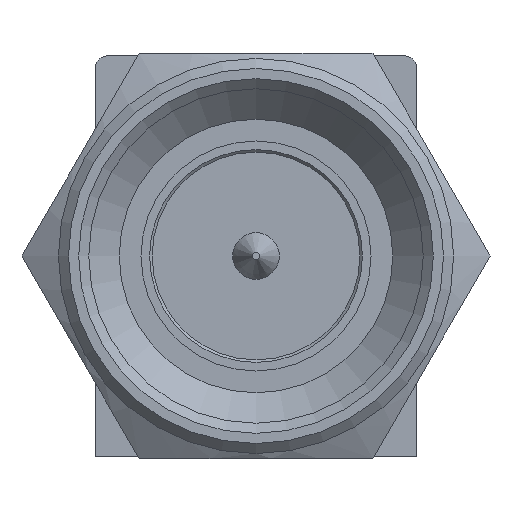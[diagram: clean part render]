
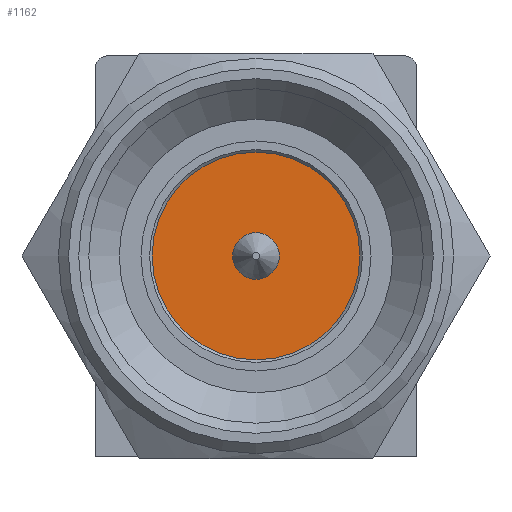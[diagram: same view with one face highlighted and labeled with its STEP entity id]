
A CAD part, front view. The second image highlights one B-rep face of the part: STEP entity #1162.
In plain terms, the highlighted planar face has unit normal (0, -1, 0).
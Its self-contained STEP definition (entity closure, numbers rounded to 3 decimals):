
#53=FACE_BOUND('',#221,.T.);
#68=PLANE('',#1299);
#140=FACE_OUTER_BOUND('',#220,.T.);
#220=EDGE_LOOP('',(#957));
#221=EDGE_LOOP('',(#958));
#483=CIRCLE('',#1247,0.46);
#484=CIRCLE('',#1249,2.05);
#558=VERTEX_POINT('',#1813);
#559=VERTEX_POINT('',#1817);
#678=EDGE_CURVE('',#558,#558,#483,.T.);
#679=EDGE_CURVE('',#559,#559,#484,.T.);
#957=ORIENTED_EDGE('',*,*,#679,.T.);
#958=ORIENTED_EDGE('',*,*,#678,.F.);
#1162=ADVANCED_FACE('',(#140,#53),#68,.T.);
#1247=AXIS2_PLACEMENT_3D('',#1815,#1439,#1440);
#1249=AXIS2_PLACEMENT_3D('',#1818,#1443,#1444);
#1299=AXIS2_PLACEMENT_3D('',#1935,#1559,#1560);
#1439=DIRECTION('center_axis',(0.,-1.,0.));
#1440=DIRECTION('ref_axis',(1.,0.,0.));
#1443=DIRECTION('center_axis',(0.,-1.,0.));
#1444=DIRECTION('ref_axis',(1.,0.,0.));
#1559=DIRECTION('center_axis',(0.,-1.,0.));
#1560=DIRECTION('ref_axis',(1.,0.,0.));
#1813=CARTESIAN_POINT('',(-0.46,-9.75,0.35));
#1815=CARTESIAN_POINT('Origin',(0.,-9.75,
0.35));
#1817=CARTESIAN_POINT('',(-2.05,-9.75,0.35));
#1818=CARTESIAN_POINT('Origin',(0.,-9.75,
0.35));
#1935=CARTESIAN_POINT('Origin',(0.,-9.75,
0.35));
